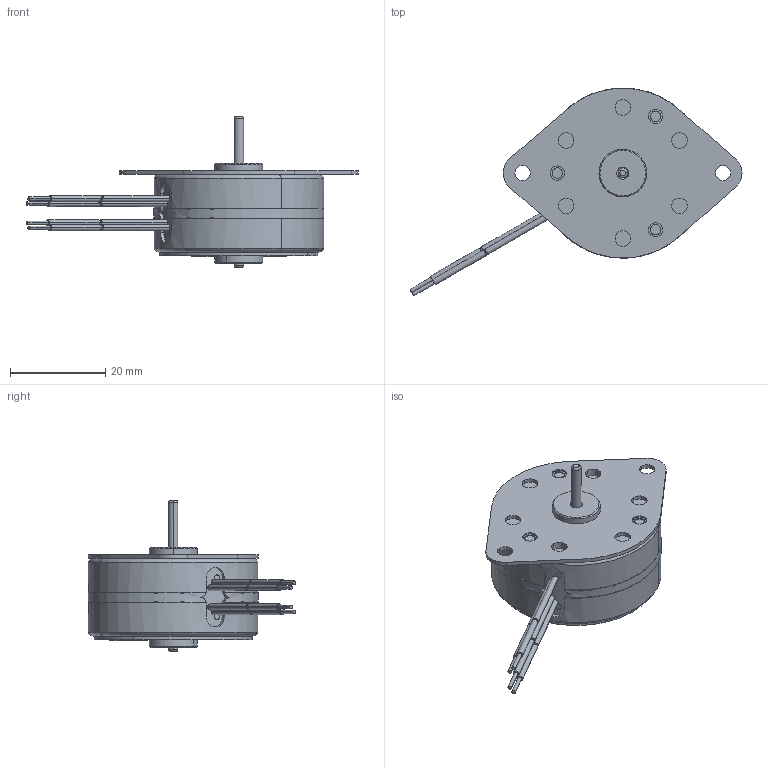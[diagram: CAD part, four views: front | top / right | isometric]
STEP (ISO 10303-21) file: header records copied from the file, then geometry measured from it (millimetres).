
FILE_DESCRIPTION((''),'2;1');
FILE_NAME('35M048B_ASM','2015-10-27T',('sandip.dhanwate'),(''),'PRO/ENGINEER BY PARAMETRIC TECHNOLOGY CORPORATION, 2014310','PRO/ENGINEER BY PARAMETRIC TECHNOLOGY CORPORATION, 2014310','');
FILE_SCHEMA(('CONFIG_CONTROL_DESIGN'));
Length unit declared in the file: inch
Products named in the file (11): BREP_WITH_VOIDS_11894; MANIFOLD_SOLID_BREP_12034; BREP_WITH_VOIDS_11403_1_ASM; MANIFOLD_SOLID_BREP_11616_1; MANIFOLD_SOLID_BREP_11803_1; MANIFOLD_SOLID_BREP_12277_1; MANIFOLD_SOLID_BREP_12476_1; PRT0003_ASM_ASM_1_ASM; 35M048B2B_ASM_ASM_1_ASM; 35M048B2B_ASM_1_ASM; 35M048B_ASM
Assembly tree (10 placements, depth 6):
  35M048B_ASM
    35M048B2B_ASM_1_ASM
      35M048B2B_ASM_ASM_1_ASM
        PRT0003_ASM_ASM_1_ASM
          BREP_WITH_VOIDS_11403_1_ASM
            BREP_WITH_VOIDS_11894
            MANIFOLD_SOLID_BREP_12034
          MANIFOLD_SOLID_BREP_11616_1
          MANIFOLD_SOLID_BREP_11803_1
          MANIFOLD_SOLID_BREP_12277_1
          MANIFOLD_SOLID_BREP_12476_1
Bounding box: 69.56 x 43.57 x 31.57 mm (x, y, z)
Volume: 17963.7 mm3; surface area: 6114.4 mm2
Topology: 6 solids, 26 shells, 411 faces, 987 edges, 658 vertices
Faces by surface type: cylinder 177, plane 176, torus 22, cone 12, extrusion 12, sphere 12
Entity records: 13197 total; most frequent: CARTESIAN_POINT 3013, DIRECTION 2254, ORIENTED_EDGE 1950, EDGE_CURVE 975, AXIS2_PLACEMENT_3D 912, VERTEX_POINT 658, CIRCLE 483, EDGE_LOOP 465
